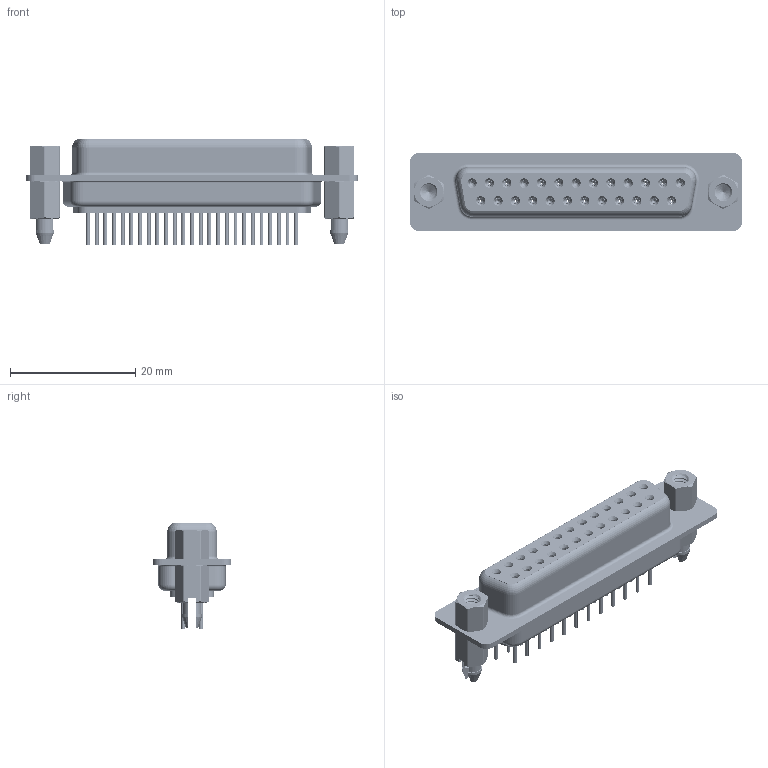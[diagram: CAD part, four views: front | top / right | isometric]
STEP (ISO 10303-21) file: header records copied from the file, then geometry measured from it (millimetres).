
FILE_DESCRIPTION (( 'STEP AP203' ), '1' );
FILE_NAME ('MHDD-25FNS-H1.STEP', '2025-11-12T17:01:47', ( '' ), ( '' ), 'SwSTEP 2.0', 'SolidWorks 2023', '' );
FILE_SCHEMA (( 'CONFIG_CONTROL_DESIGN' ));
Length unit declared in the file: millimetre
Products named in the file (8): MHDD Contact Row 2_20L; MHDD 4-40 Threaded Boardlock_LP; MHDD Housing_25 LP; MHDD Shell Front_25 Contacts; MHDD Shell Rear_25 Contacts; MHDD-25FNS-H1; MHDD 4-40 Hex Standoff; MHDD Contact Row 1_20L
Assembly tree (32 placements, depth 2):
  MHDD-25FNS-H1
    MHDD Housing_25 LP
    MHDD Shell Front_25 Contacts
    MHDD Shell Rear_25 Contacts
    MHDD Contact Row 1_20L  x13
    MHDD Contact Row 2_20L  x12
    MHDD 4-40 Hex Standoff  x2
    MHDD 4-40 Threaded Boardlock_LP  x2
Bounding box: 53.03 x 12.55 x 17.02 mm (x, y, z)
Volume: 4007.4 mm3; surface area: 9820.4 mm2
Topology: 32 solids, 32 shells, 3652 faces, 9357 edges, 5828 vertices
Faces by surface type: cylinder 1066, plane 896, torus 713, bspline 518, cone 459
Entity records: 33854 total; most frequent: CARTESIAN_POINT 11360, DIRECTION 4522, ORIENTED_EDGE 4340, EDGE_CURVE 2170, AXIS2_PLACEMENT_3D 1877, VERTEX_POINT 1375, EDGE_LOOP 1043, CIRCLE 997
